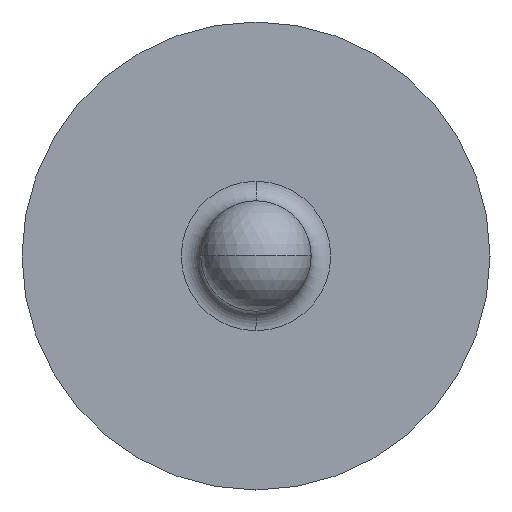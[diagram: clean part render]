
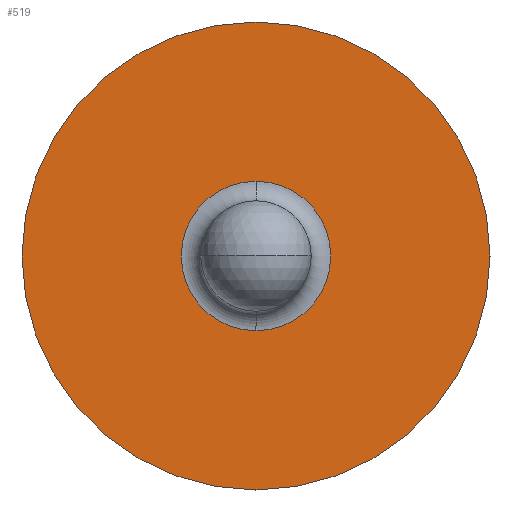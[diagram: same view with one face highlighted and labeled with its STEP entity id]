
A CAD part, left-side view. The second image highlights one B-rep face of the part: STEP entity #519.
In plain terms, the highlighted planar face has unit normal (-1, 0, 0).
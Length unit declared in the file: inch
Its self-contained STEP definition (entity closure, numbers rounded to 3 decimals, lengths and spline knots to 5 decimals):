
#48 = CIRCLE ( 'NONE', #678, 0.0115 ) ;
#50 = CIRCLE ( 'NONE', #415, 0.0115 ) ;
#85 = CIRCLE ( 'NONE', #642, 0.036 ) ;
#92 = CARTESIAN_POINT ( 'NONE',  ( 0., 0.0115, 0. ) ) ;
#100 = PLANE ( 'NONE',  #232 ) ;
#117 = EDGE_CURVE ( 'NONE', #227, #366, #412, .T. ) ;
#131 = ORIENTED_EDGE ( 'NONE', *, *, #231, .T. ) ;
#146 = DIRECTION ( 'NONE',  ( 1., 0., 0. ) ) ;
#183 = DIRECTION ( 'NONE',  ( 0., 0., 1. ) ) ;
#227 = VERTEX_POINT ( 'NONE', #282 ) ;
#229 = CARTESIAN_POINT ( 'NONE',  ( 0., 0., 0. ) ) ;
#231 = EDGE_CURVE ( 'NONE', #366, #227, #85, .T. ) ;
#232 = AXIS2_PLACEMENT_3D ( 'NONE', #92, #146, #246 ) ;
#246 = DIRECTION ( 'NONE',  ( 0., 0., -1. ) ) ;
#255 = CARTESIAN_POINT ( 'NONE',  ( 0., 0., 0. ) ) ;
#262 = VERTEX_POINT ( 'NONE', #330 ) ;
#265 = DIRECTION ( 'NONE',  ( 0., 0., 1. ) ) ;
#282 = CARTESIAN_POINT ( 'NONE',  ( 0., 0., -0.036 ) ) ;
#308 = CARTESIAN_POINT ( 'NONE',  ( 0., 0., 0. ) ) ;
#330 = CARTESIAN_POINT ( 'NONE',  ( 0., 0., -0.0115 ) ) ;
#337 = DIRECTION ( 'NONE',  ( -1., 0., 0. ) ) ;
#356 = VERTEX_POINT ( 'NONE', #439 ) ;
#366 = VERTEX_POINT ( 'NONE', #394 ) ;
#383 = DIRECTION ( 'NONE',  ( -1., 0., 0. ) ) ;
#394 = CARTESIAN_POINT ( 'NONE',  ( 0., 0., 0.036 ) ) ;
#400 = EDGE_LOOP ( 'NONE', ( #131, #459 ) ) ;
#401 = DIRECTION ( 'NONE',  ( -1., 0., 0. ) ) ;
#412 = CIRCLE ( 'NONE', #492, 0.036 ) ;
#415 = AXIS2_PLACEMENT_3D ( 'NONE', #255, #401, #627 ) ;
#439 = CARTESIAN_POINT ( 'NONE',  ( 0., 0., 0.0115 ) ) ;
#453 = EDGE_CURVE ( 'NONE', #262, #356, #48, .T. ) ;
#459 = ORIENTED_EDGE ( 'NONE', *, *, #117, .T. ) ;
#464 = FACE_OUTER_BOUND ( 'NONE', #400, .T. ) ;
#465 = DIRECTION ( 'NONE',  ( -1., 0., 0. ) ) ;
#472 = DIRECTION ( 'NONE',  ( 0., 0., 1. ) ) ;
#492 = AXIS2_PLACEMENT_3D ( 'NONE', #308, #465, #472 ) ;
#500 = CARTESIAN_POINT ( 'NONE',  ( 0., 0., 0. ) ) ;
#519 = ADVANCED_FACE ( 'NONE', ( #620, #464 ), #100, .F. ) ;
#535 = EDGE_LOOP ( 'NONE', ( #623, #543 ) ) ;
#543 = ORIENTED_EDGE ( 'NONE', *, *, #453, .F. ) ;
#560 = EDGE_CURVE ( 'NONE', #356, #262, #50, .T. ) ;
#620 = FACE_BOUND ( 'NONE', #535, .T. ) ;
#623 = ORIENTED_EDGE ( 'NONE', *, *, #560, .F. ) ;
#627 = DIRECTION ( 'NONE',  ( 0., 0., 1. ) ) ;
#642 = AXIS2_PLACEMENT_3D ( 'NONE', #229, #383, #265 ) ;
#678 = AXIS2_PLACEMENT_3D ( 'NONE', #500, #337, #183 ) ;
